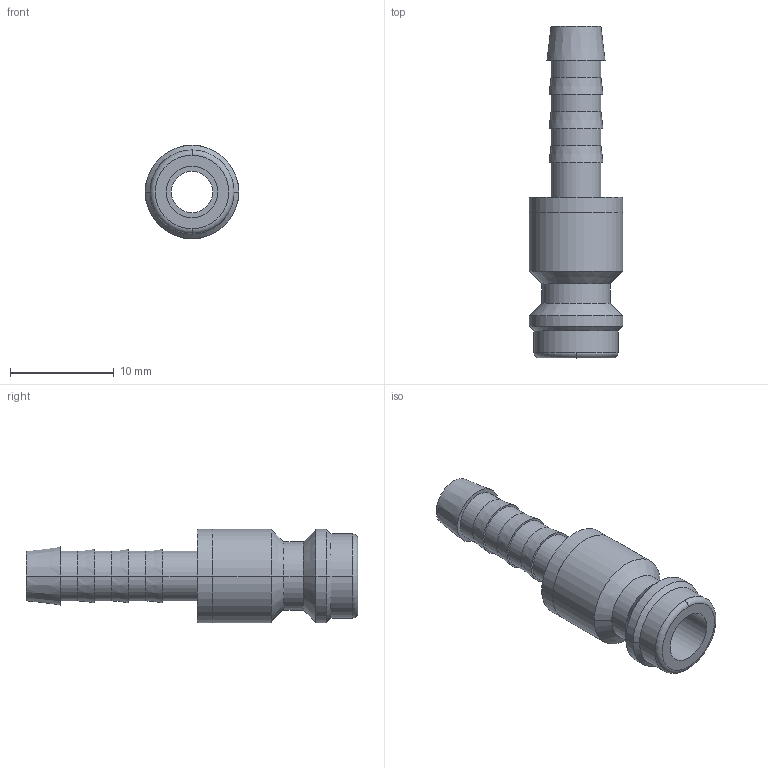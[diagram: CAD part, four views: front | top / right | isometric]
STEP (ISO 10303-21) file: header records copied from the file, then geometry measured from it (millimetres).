
FILE_DESCRIPTION(('STEP AP214'),'1');
FILE_NAME('esm_4_ss.stp','2020-03-05T08:33:07',('TraceParts'),('TraceParts S.A.'),'Spatial InterOp 3D',' ',' ');
FILE_SCHEMA(('automotive_design'));
Length unit declared in the file: millimetre
Products named in the file (1): 1
Bounding box: 9.01 x 32 x 9.01 mm (x, y, z)
Volume: 666.6 mm3; surface area: 1243.6 mm2
Topology: 1 solids, 1 shells, 47 faces, 97 edges, 59 vertices
Faces by surface type: cylinder 22, cone 14, plane 9, torus 2
Entity records: 1652 total; most frequent: DIRECTION 254, CARTESIAN_POINT 204, ORIENTED_EDGE 194, AXIS2_PLACEMENT_3D 109, EDGE_CURVE 97, CIRCLE 61, VERTEX_POINT 59, EDGE_LOOP 56
